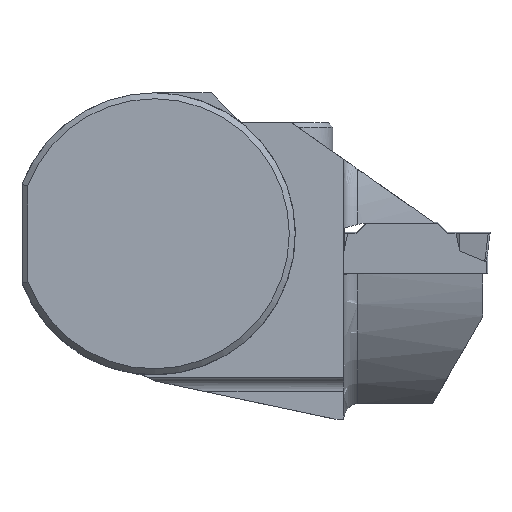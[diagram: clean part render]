
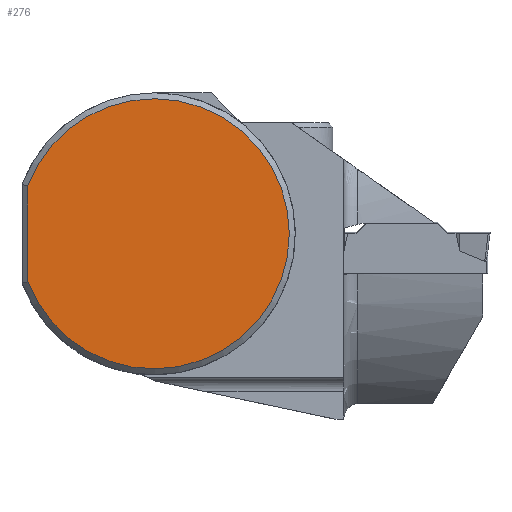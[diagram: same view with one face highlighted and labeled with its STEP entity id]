
A CAD part, top view. The second image highlights one B-rep face of the part: STEP entity #276.
In plain terms, the highlighted planar face has unit normal (0, 0, 1).
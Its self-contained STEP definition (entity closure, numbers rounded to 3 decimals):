
#215=CIRCLE('',#1762,15.325);
#276=ADVANCED_FACE('',(#406),#341,.F.);
#341=PLANE('',#1765);
#406=FACE_OUTER_BOUND('',#488,.T.);
#488=EDGE_LOOP('',(#852,#853));
#852=ORIENTED_EDGE('',*,*,#1278,.F.);
#853=ORIENTED_EDGE('',*,*,#1286,.T.);
#1081=VERTEX_POINT('',#2828);
#1082=VERTEX_POINT('',#2833);
#1278=EDGE_CURVE('',#1082,#1081,#1426,.T.);
#1286=EDGE_CURVE('',#1082,#1081,#215,.T.);
#1426=LINE('',#2834,#1563);
#1563=VECTOR('',#2111,1.);
#1762=AXIS2_PLACEMENT_3D('',#2853,#2136,#2137);
#1765=AXIS2_PLACEMENT_3D('',#2856,#2142,#2143);
#2111=DIRECTION('',(0.,1.,0.));
#2136=DIRECTION('',(0.,0.,1.));
#2137=DIRECTION('',(1.,0.,0.));
#2142=DIRECTION('',(0.,0.,-1.));
#2143=DIRECTION('',(1.,0.,0.));
#2828=CARTESIAN_POINT('',(-14.325,5.445,0.));
#2833=CARTESIAN_POINT('',(-14.325,-5.445,0.));
#2834=CARTESIAN_POINT('',(-14.325,16.,0.));
#2853=CARTESIAN_POINT('',(0.,0.,0.));
#2856=CARTESIAN_POINT('',(0.,0.,0.));
